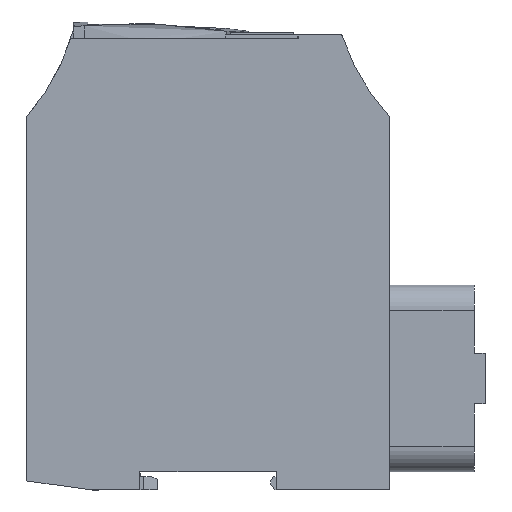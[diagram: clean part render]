
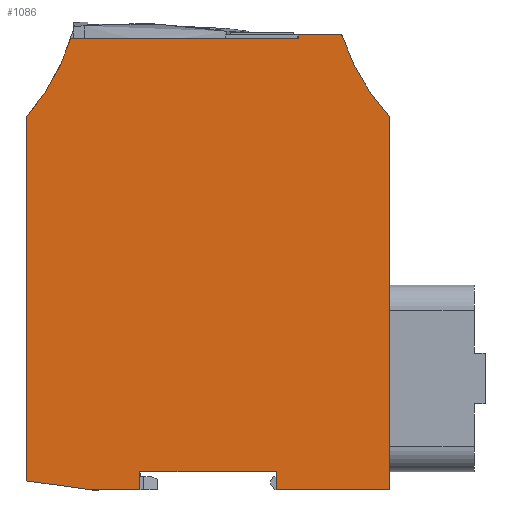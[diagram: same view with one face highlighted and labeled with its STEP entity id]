
A CAD part, left-side view. The second image highlights one B-rep face of the part: STEP entity #1086.
In plain terms, the highlighted planar face has unit normal (-1, 0, 0).
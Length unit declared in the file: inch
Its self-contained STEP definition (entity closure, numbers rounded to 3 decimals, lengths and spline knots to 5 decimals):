
#53 = VERTEX_POINT ( 'NONE', #2760 ) ;
#55 = EDGE_CURVE ( 'NONE', #326, #2882, #3809, .T. ) ;
#201 = CARTESIAN_POINT ( 'NONE',  ( -1.03629, 1.27635, -0.19685 ) ) ;
#224 = CARTESIAN_POINT ( 'NONE',  ( -1.03629, 2.50357, 4.74409 ) ) ;
#295 = CARTESIAN_POINT ( 'NONE',  ( -1.03629, -3.16763, 5.4622 ) ) ;
#298 = VECTOR ( 'NONE', #1147, 39.37008 ) ;
#326 = VERTEX_POINT ( 'NONE', #3390 ) ;
#420 = CARTESIAN_POINT ( 'NONE',  ( -1.03629, 2.50357, 0. ) ) ;
#425 = DIRECTION ( 'NONE',  ( 1., 0., 0. ) ) ;
#430 = EDGE_CURVE ( 'NONE', #3788, #326, #3749, .T. ) ;
#488 = DIRECTION ( 'NONE',  ( 0., 0., 1. ) ) ;
#545 = VECTOR ( 'NONE', #4566, 39.37008 ) ;
#606 = DIRECTION ( 'NONE',  ( 0., 1., 0. ) ) ;
#636 = CARTESIAN_POINT ( 'NONE',  ( -1.03629, 2.50357, -0.09883 ) ) ;
#648 = CARTESIAN_POINT ( 'NONE',  ( -1.03629, -0.44131, 4.70472 ) ) ;
#660 = CARTESIAN_POINT ( 'NONE',  ( -1.03629, 2.50357, -0.19685 ) ) ;
#771 = DIRECTION ( 'NONE',  ( 0., 0., -1. ) ) ;
#789 = EDGE_CURVE ( 'NONE', #1152, #4068, #3040, .T. ) ;
#965 = AXIS2_PLACEMENT_3D ( 'NONE', #295, #4046, #1036 ) ;
#1036 = DIRECTION ( 'NONE',  ( 0., 0., 1. ) ) ;
#1048 = DIRECTION ( 'NONE',  ( 0., 0., 1. ) ) ;
#1086 = ADVANCED_FACE ( 'NONE', ( #2188 ), #1411, .T. ) ;
#1107 = VECTOR ( 'NONE', #771, 39.37008 ) ;
#1147 = DIRECTION ( 'NONE',  ( 0., 0., -1. ) ) ;
#1152 = VERTEX_POINT ( 'NONE', #1880 ) ;
#1262 = VERTEX_POINT ( 'NONE', #1848 ) ;
#1270 = EDGE_CURVE ( 'NONE', #1262, #2523, #2789, .T. ) ;
#1289 = LINE ( 'NONE', #3800, #4588 ) ;
#1314 = VECTOR ( 'NONE', #606, 39.37008 ) ;
#1321 = LINE ( 'NONE', #4889, #298 ) ;
#1391 = EDGE_CURVE ( 'NONE', #2491, #1152, #4678, .T. ) ;
#1395 = CARTESIAN_POINT ( 'NONE',  ( -1.03629, -0.44131, 4.70472 ) ) ;
#1405 = DIRECTION ( 'NONE',  ( 0., -0.991, -0.136 ) ) ;
#1411 = PLANE ( 'NONE',  #1903 ) ;
#1476 = ORIENTED_EDGE ( 'NONE', *, *, #430, .T. ) ;
#1487 = CARTESIAN_POINT ( 'NONE',  ( -1.03629, 2.50357, 4.70472 ) ) ;
#1509 = CARTESIAN_POINT ( 'NONE',  ( -1.03629, -0.20622, -0.19685 ) ) ;
#1530 = CARTESIAN_POINT ( 'NONE',  ( -1.03629, 2.50357, 3.85827 ) ) ;
#1579 = EDGE_CURVE ( 'NONE', #4845, #1829, #3560, .T. ) ;
#1606 = DIRECTION ( 'NONE',  ( 0., -1., 0. ) ) ;
#1613 = EDGE_CURVE ( 'NONE', #2523, #3337, #1321, .T. ) ;
#1616 = EDGE_LOOP ( 'NONE', ( #4219, #4096, #2952, #4070, #1938, #4400, #3332, #2941, #3111, #2667, #4912, #1476, #1902, #1932 ) ) ;
#1640 = DIRECTION ( 'NONE',  ( 1., 0., 0. ) ) ;
#1773 = VECTOR ( 'NONE', #1606, 39.37008 ) ;
#1799 = EDGE_CURVE ( 'NONE', #1829, #2615, #3033, .T. ) ;
#1828 = EDGE_CURVE ( 'NONE', #53, #4068, #2135, .T. ) ;
#1829 = VERTEX_POINT ( 'NONE', #3467 ) ;
#1848 = CARTESIAN_POINT ( 'NONE',  ( -1.03629, 1.27635, 0. ) ) ;
#1880 = CARTESIAN_POINT ( 'NONE',  ( -1.03629, -1.43344, 3.85827 ) ) ;
#1902 = ORIENTED_EDGE ( 'NONE', *, *, #55, .T. ) ;
#1903 = AXIS2_PLACEMENT_3D ( 'NONE', #660, #3302, #1048 ) ;
#1932 = ORIENTED_EDGE ( 'NONE', *, *, #4056, .T. ) ;
#1938 = ORIENTED_EDGE ( 'NONE', *, *, #1613, .T. ) ;
#1982 = CARTESIAN_POINT ( 'NONE',  ( -1.03629, 2.50357, -0.19685 ) ) ;
#2002 = CARTESIAN_POINT ( 'NONE',  ( -1.03629, -0.9236, 4.72441 ) ) ;
#2109 = LINE ( 'NONE', #2683, #1107 ) ;
#2135 = CIRCLE ( 'NONE', #3629, 0.01969 ) ;
#2152 = EDGE_CURVE ( 'NONE', #53, #4683, #2473, .T. ) ;
#2188 = FACE_OUTER_BOUND ( 'NONE', #1616, .T. ) ;
#2211 = DIRECTION ( 'NONE',  ( 0., 0., -1. ) ) ;
#2312 = CARTESIAN_POINT ( 'NONE',  ( -1.03629, -0.90391, 4.72441 ) ) ;
#2338 = DIRECTION ( 'NONE',  ( 0., 0., 1. ) ) ;
#2355 = DIRECTION ( 'NONE',  ( 0., -1., 0. ) ) ;
#2473 = LINE ( 'NONE', #224, #1314 ) ;
#2491 = VERTEX_POINT ( 'NONE', #3561 ) ;
#2523 = VERTEX_POINT ( 'NONE', #3181 ) ;
#2524 = AXIS2_PLACEMENT_3D ( 'NONE', #4586, #1640, #2338 ) ;
#2593 = DIRECTION ( 'NONE',  ( 0., -1., 0. ) ) ;
#2615 = VERTEX_POINT ( 'NONE', #201 ) ;
#2667 = ORIENTED_EDGE ( 'NONE', *, *, #2152, .T. ) ;
#2678 = EDGE_CURVE ( 'NONE', #4683, #3788, #3422, .T. ) ;
#2683 = CARTESIAN_POINT ( 'NONE',  ( -1.03629, 2.50357, -0.19685 ) ) ;
#2729 = VECTOR ( 'NONE', #2355, 39.37008 ) ;
#2760 = CARTESIAN_POINT ( 'NONE',  ( -1.03629, -0.90391, 4.74409 ) ) ;
#2789 = LINE ( 'NONE', #420, #1773 ) ;
#2882 = VERTEX_POINT ( 'NONE', #1530 ) ;
#2941 = ORIENTED_EDGE ( 'NONE', *, *, #789, .T. ) ;
#2952 = ORIENTED_EDGE ( 'NONE', *, *, #4017, .T. ) ;
#3033 = LINE ( 'NONE', #1982, #2729 ) ;
#3040 = CIRCLE ( 'NONE', #965, 2.3622 ) ;
#3111 = ORIENTED_EDGE ( 'NONE', *, *, #1828, .F. ) ;
#3122 = CARTESIAN_POINT ( 'NONE',  ( -1.03629, -1.43344, -0.19685 ) ) ;
#3181 = CARTESIAN_POINT ( 'NONE',  ( -1.03629, -0.20622, 0. ) ) ;
#3302 = DIRECTION ( 'NONE',  ( -1., 0., 0. ) ) ;
#3332 = ORIENTED_EDGE ( 'NONE', *, *, #1391, .T. ) ;
#3337 = VERTEX_POINT ( 'NONE', #1509 ) ;
#3390 = CARTESIAN_POINT ( 'NONE',  ( -1.03629, 2.02582, 4.70472 ) ) ;
#3422 = LINE ( 'NONE', #1395, #4671 ) ;
#3467 = CARTESIAN_POINT ( 'NONE',  ( -1.03629, 1.79076, -0.19685 ) ) ;
#3560 = LINE ( 'NONE', #636, #3972 ) ;
#3561 = CARTESIAN_POINT ( 'NONE',  ( -1.03629, -1.43344, -0.19685 ) ) ;
#3629 = AXIS2_PLACEMENT_3D ( 'NONE', #2312, #425, #4592 ) ;
#3749 = LINE ( 'NONE', #1487, #545 ) ;
#3751 = CARTESIAN_POINT ( 'NONE',  ( -1.03629, 2.50357, -0.09883 ) ) ;
#3788 = VERTEX_POINT ( 'NONE', #648 ) ;
#3800 = CARTESIAN_POINT ( 'NONE',  ( -1.03629, 1.27635, -0.19685 ) ) ;
#3809 = CIRCLE ( 'NONE', #2524, 2.3622 ) ;
#3837 = EDGE_CURVE ( 'NONE', #3337, #2491, #4478, .T. ) ;
#3914 = VECTOR ( 'NONE', #488, 39.37008 ) ;
#3972 = VECTOR ( 'NONE', #1405, 39.37008 ) ;
#4009 = VECTOR ( 'NONE', #2593, 39.37008 ) ;
#4017 = EDGE_CURVE ( 'NONE', #2615, #1262, #1289, .T. ) ;
#4046 = DIRECTION ( 'NONE',  ( 1., 0., 0. ) ) ;
#4056 = EDGE_CURVE ( 'NONE', #2882, #4845, #2109, .T. ) ;
#4068 = VERTEX_POINT ( 'NONE', #2002 ) ;
#4070 = ORIENTED_EDGE ( 'NONE', *, *, #1270, .T. ) ;
#4096 = ORIENTED_EDGE ( 'NONE', *, *, #1799, .T. ) ;
#4219 = ORIENTED_EDGE ( 'NONE', *, *, #1579, .T. ) ;
#4251 = CARTESIAN_POINT ( 'NONE',  ( -1.03629, -0.44131, 4.74409 ) ) ;
#4400 = ORIENTED_EDGE ( 'NONE', *, *, #3837, .T. ) ;
#4478 = LINE ( 'NONE', #4842, #4009 ) ;
#4547 = DIRECTION ( 'NONE',  ( 0., 0., 1. ) ) ;
#4566 = DIRECTION ( 'NONE',  ( 0., 1., 0. ) ) ;
#4586 = CARTESIAN_POINT ( 'NONE',  ( -1.03629, 4.27784, 5.41775 ) ) ;
#4588 = VECTOR ( 'NONE', #4547, 39.37008 ) ;
#4592 = DIRECTION ( 'NONE',  ( 0., 0., -1. ) ) ;
#4671 = VECTOR ( 'NONE', #2211, 39.37008 ) ;
#4678 = LINE ( 'NONE', #3122, #3914 ) ;
#4683 = VERTEX_POINT ( 'NONE', #4251 ) ;
#4842 = CARTESIAN_POINT ( 'NONE',  ( -1.03629, 2.50357, -0.19685 ) ) ;
#4845 = VERTEX_POINT ( 'NONE', #3751 ) ;
#4889 = CARTESIAN_POINT ( 'NONE',  ( -1.03629, -0.20622, -0.19685 ) ) ;
#4912 = ORIENTED_EDGE ( 'NONE', *, *, #2678, .T. ) ;
